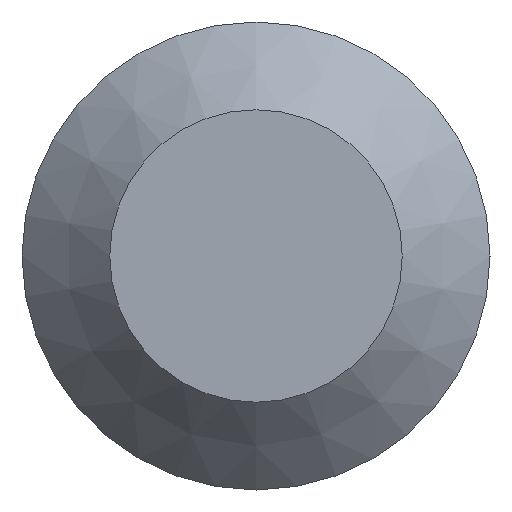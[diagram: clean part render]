
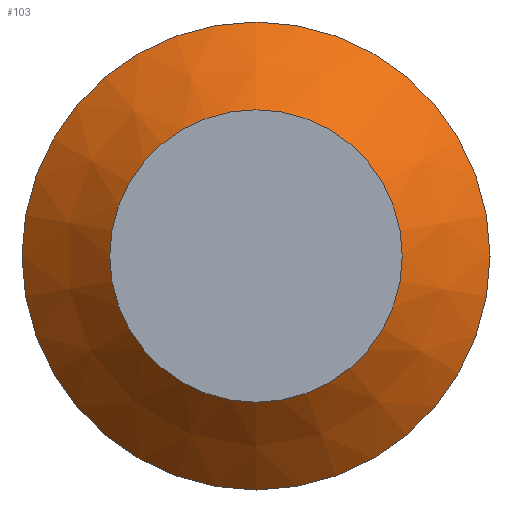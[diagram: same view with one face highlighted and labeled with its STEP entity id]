
A CAD part, left-side view. The second image highlights one B-rep face of the part: STEP entity #103.
In plain terms, the highlighted conical face has half-angle 45 degrees and reference radius 1.625 mm.
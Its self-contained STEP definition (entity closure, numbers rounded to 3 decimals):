
#103=ADVANCED_FACE('',(#144,#146),#148,.T.);
#144=FACE_OUTER_BOUND('',#145,.T.);
#145=EDGE_LOOP('',(#193));
#146=FACE_OUTER_BOUND('',#147,.T.);
#147=EDGE_LOOP('',(#194));
#148=CONICAL_SURFACE('',#149,1.625,0.785);
#149=AXIS2_PLACEMENT_3D('',#150,#151,#152);
#150=CARTESIAN_POINT('',(-3.625,0.,0.));
#151=DIRECTION('',(1.,0.,0.));
#152=DIRECTION('',(0.,0.,1.));
#193=ORIENTED_EDGE('',*,*,#202,.F.);
#194=ORIENTED_EDGE('',*,*,#207,.T.);
#202=EDGE_CURVE('',#211,#211,#212,.T.);
#207=EDGE_CURVE('',#221,#221,#222,.T.);
#211=VERTEX_POINT('',#230);
#212=CIRCLE('',#231,2.);
#221=VERTEX_POINT('',#255);
#222=CIRCLE('',#256,1.25);
#230=CARTESIAN_POINT('',(-3.25,0.,2.));
#231=AXIS2_PLACEMENT_3D('',#232,#233,#234);
#232=CARTESIAN_POINT('',(-3.25,0.,0.));
#233=DIRECTION('',(1.,0.,0.));
#234=DIRECTION('',(0.,0.,1.));
#255=CARTESIAN_POINT('',(-4.,0.,1.25));
#256=AXIS2_PLACEMENT_3D('',#257,#258,#259);
#257=CARTESIAN_POINT('',(-4.,0.,0.));
#258=DIRECTION('',(1.,0.,0.));
#259=DIRECTION('',(0.,0.,1.));
